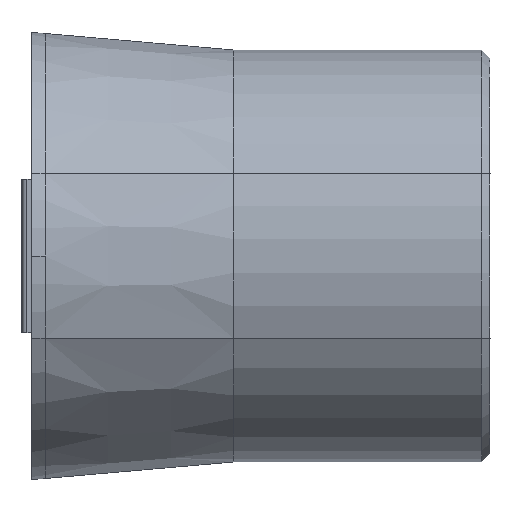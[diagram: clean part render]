
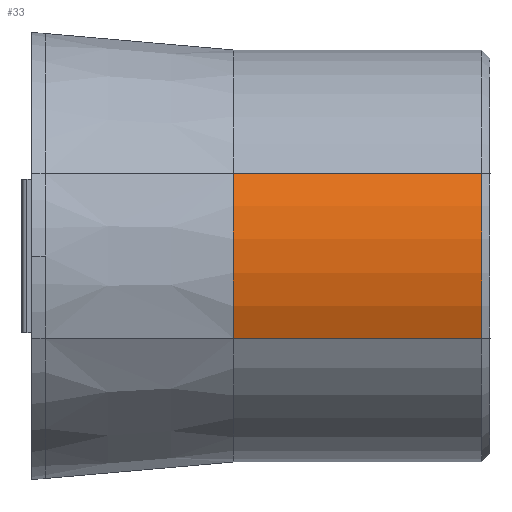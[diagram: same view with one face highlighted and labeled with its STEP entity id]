
A CAD part, front view. The second image highlights one B-rep face of the part: STEP entity #33.
In plain terms, the highlighted cylindrical face has radius 12.5 mm (diameter 25 mm), a partial arc.
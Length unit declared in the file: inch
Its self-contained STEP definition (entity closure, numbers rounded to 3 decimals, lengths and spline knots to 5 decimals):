
#15 = CARTESIAN_POINT ( 'NONE',  ( 0.45, -0.45113, 0.19665 ) ) ;
#25 = LINE ( 'NONE', #2024, #2832 ) ;
#33 = ADVANCED_FACE ( 'NONE', ( #3676 ), #2332, .T. ) ;
#335 = EDGE_CURVE ( 'NONE', #922, #2060, #1051, .T. ) ;
#364 = CARTESIAN_POINT ( 'NONE',  ( 1.04331, 0., 0. ) ) ;
#406 = DIRECTION ( 'NONE',  ( 1., 0., 0. ) ) ;
#922 = VERTEX_POINT ( 'NONE', #15 ) ;
#951 = DIRECTION ( 'NONE',  ( 0., 0., 1. ) ) ;
#975 = DIRECTION ( 'NONE',  ( 1., 0., 0. ) ) ;
#1051 = CIRCLE ( 'NONE', #4749, 0.49213 ) ;
#1133 = LINE ( 'NONE', #2793, #2668 ) ;
#1215 = EDGE_CURVE ( 'NONE', #2060, #2803, #25, .T. ) ;
#1556 = DIRECTION ( 'NONE',  ( 0., 0., 1. ) ) ;
#1639 = EDGE_CURVE ( 'NONE', #922, #3335, #1133, .T. ) ;
#1737 = CARTESIAN_POINT ( 'NONE',  ( 1.04331, -0.45113, 0.19665 ) ) ;
#2008 = DIRECTION ( 'NONE',  ( 0., 1., 0. ) ) ;
#2024 = CARTESIAN_POINT ( 'NONE',  ( -0.0315, -0.45113, -0.19665 ) ) ;
#2060 = VERTEX_POINT ( 'NONE', #2249 ) ;
#2189 = CARTESIAN_POINT ( 'NONE',  ( 0.45, 0., 0. ) ) ;
#2203 = EDGE_CURVE ( 'NONE', #3335, #2803, #4122, .T. ) ;
#2249 = CARTESIAN_POINT ( 'NONE',  ( 0.45, -0.45113, -0.19665 ) ) ;
#2332 = CYLINDRICAL_SURFACE ( 'NONE', #3187, 0.49213 ) ;
#2668 = VECTOR ( 'NONE', #3579, 39.37008 ) ;
#2793 = CARTESIAN_POINT ( 'NONE',  ( -0.0315, -0.45113, 0.19665 ) ) ;
#2803 = VERTEX_POINT ( 'NONE', #4016 ) ;
#2832 = VECTOR ( 'NONE', #406, 39.37008 ) ;
#2886 = DIRECTION ( 'NONE',  ( 1., 0., 0. ) ) ;
#2936 = ORIENTED_EDGE ( 'NONE', *, *, #1639, .F. ) ;
#3187 = AXIS2_PLACEMENT_3D ( 'NONE', #4785, #5261, #1556 ) ;
#3335 = VERTEX_POINT ( 'NONE', #1737 ) ;
#3579 = DIRECTION ( 'NONE',  ( 1., 0., 0. ) ) ;
#3676 = FACE_OUTER_BOUND ( 'NONE', #4593, .T. ) ;
#3784 = ORIENTED_EDGE ( 'NONE', *, *, #335, .T. ) ;
#3936 = AXIS2_PLACEMENT_3D ( 'NONE', #364, #2886, #2008 ) ;
#3972 = ORIENTED_EDGE ( 'NONE', *, *, #2203, .F. ) ;
#4016 = CARTESIAN_POINT ( 'NONE',  ( 1.04331, -0.45113, -0.19665 ) ) ;
#4122 = CIRCLE ( 'NONE', #3936, 0.49213 ) ;
#4148 = ORIENTED_EDGE ( 'NONE', *, *, #1215, .T. ) ;
#4593 = EDGE_LOOP ( 'NONE', ( #4148, #3972, #2936, #3784 ) ) ;
#4749 = AXIS2_PLACEMENT_3D ( 'NONE', #2189, #975, #951 ) ;
#4785 = CARTESIAN_POINT ( 'NONE',  ( 0.7565, 0., 0. ) ) ;
#5261 = DIRECTION ( 'NONE',  ( -1., 0., 0. ) ) ;
